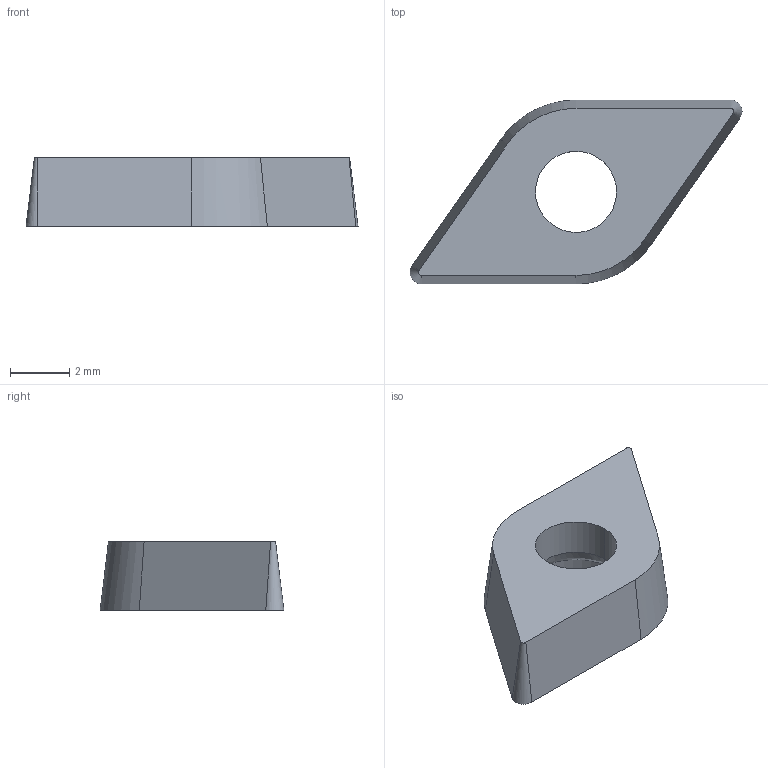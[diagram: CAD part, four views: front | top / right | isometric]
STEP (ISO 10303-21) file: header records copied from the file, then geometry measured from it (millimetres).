
FILE_DESCRIPTION(('FreeCAD Model'),'2;1');
FILE_NAME('Open CASCADE Shape Model','2025-05-28T16:18:29',('FreeCAD'),( 'FreeCAD'),'Open CASCADE STEP processor 7.6','FreeCAD','Unknown');
FILE_SCHEMA(('AUTOMOTIVE_DESIGN { 1 0 10303 214 1 1 1 1 }'));
Length unit declared in the file: millimetre
Products named in the file (1): Open CASCADE STEP translator 7.6 1
Bounding box: 11.21 x 6.21 x 2.33 mm (x, y, z)
Volume: 78.7 mm3; surface area: 157.3 mm2
Topology: 1 solids, 1 shells, 59 faces, 136 edges, 78 vertices
Faces by surface type: bspline 59
Entity records: 2628 total; most frequent: CARTESIAN_POINT 1860, ORIENTED_EDGE 268, EDGE_CURVE 134, VERTEX_POINT 78, B_SPLINE_CURVE_WITH_KNOTS 73, FACE_BOUND 62, EDGE_LOOP 62, ADVANCED_FACE 59
